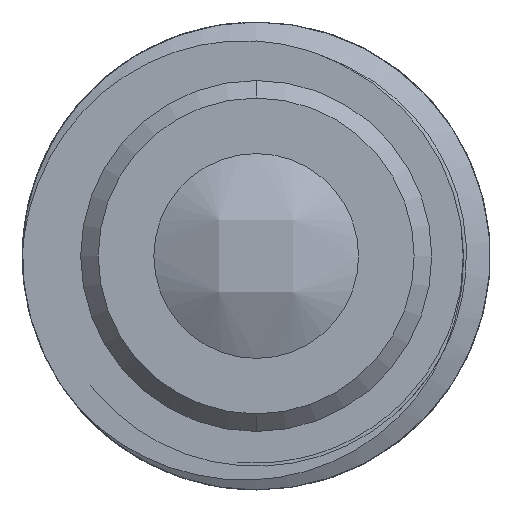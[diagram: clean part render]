
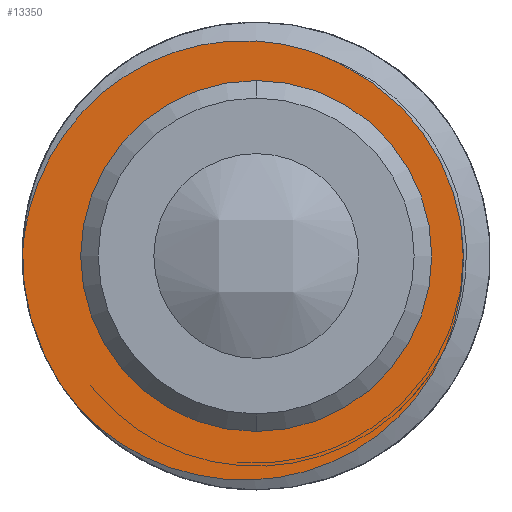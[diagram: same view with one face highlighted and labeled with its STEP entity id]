
A CAD part, left-side view. The second image highlights one B-rep face of the part: STEP entity #13350.
In plain terms, the highlighted planar face has unit normal (-1, 0, 0).
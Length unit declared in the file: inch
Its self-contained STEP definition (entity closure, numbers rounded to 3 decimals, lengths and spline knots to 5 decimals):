
#144 = CARTESIAN_POINT ( 'NONE',  ( 0.41339, 0.00881, -0.15126 ) ) ;
#257 = B_SPLINE_CURVE_WITH_KNOTS ( 'NONE', 3,
 ( #3872, #1135, #11327, #11265, #18437, #11386, #9721, #6906, #15677, #2489, #6969, #18565, #11196, #17082, #5295, #17141, #885, #9850, #12775, #12716 ),
 .UNSPECIFIED., .F., .F.,
 ( 4, 2, 2, 2, 2, 2, 2, 2, 2, 4 ),
 ( 0., 0.00093, 0.00187, 0.0028, 0.00327, 0.00373, 0.00467, 0.0056, 0.00653, 0.00747 ),
 .UNSPECIFIED. ) ;
#265 = CARTESIAN_POINT ( 'NONE',  ( 0.41339, -0.0277, -0.14661 ) ) ;
#391 = CARTESIAN_POINT ( 'NONE',  ( 0.41339, 0.10052, -0.12026 ) ) ;
#492 = DIRECTION ( 'NONE',  ( 0., 0., -1. ) ) ;
#630 = ORIENTED_EDGE ( 'NONE', *, *, #4287, .F. ) ;
#638 = CARTESIAN_POINT ( 'NONE',  ( 0.4134, -0.05419, 0.13074 ) ) ;
#762 = CARTESIAN_POINT ( 'NONE',  ( 0.41339, -0.13078, -0.05339 ) ) ;
#828 = CARTESIAN_POINT ( 'NONE',  ( 0.41339, 0., 0.11811 ) ) ;
#885 = CARTESIAN_POINT ( 'NONE',  ( 0.41339, 0.14794, 0.0477 ) ) ;
#892 = ORIENTED_EDGE ( 'NONE', *, *, #7315, .F. ) ;
#1135 = CARTESIAN_POINT ( 'NONE',  ( 0.41339, -0.04305, 0.13612 ) ) ;
#1934 = B_SPLINE_CURVE_WITH_KNOTS ( 'NONE', 3,
 ( #9031, #8905, #3315, #3124, #16208, #4734, #13361, #8968, #14932, #265, #17871, #14865, #144, #10378, #7631, #9161, #6139, #391, #7443, #10630 ),
 .UNSPECIFIED., .F., .F.,
 ( 4, 2, 2, 2, 2, 2, 2, 2, 2, 4 ),
 ( 0., 0.00094, 0.00187, 0.00281, 0.00327, 0.00374, 0.00468, 0.00561, 0.00655, 0.00748 ),
 .UNSPECIFIED. ) ;
#2045 = CARTESIAN_POINT ( 'NONE',  ( 0.41339, -0.13797, -0.02591 ) ) ;
#2304 = CARTESIAN_POINT ( 'NONE',  ( 0.41339, -0.11269, 0.08272 ) ) ;
#2411 = CARTESIAN_POINT ( 'NONE',  ( 0.41339, 0.15748, 0. ) ) ;
#2489 = CARTESIAN_POINT ( 'NONE',  ( 0.41339, 0.07592, 0.12844 ) ) ;
#2728 = CARTESIAN_POINT ( 'NONE',  ( 0.41339, 0., -0.11811 ) ) ;
#3124 = CARTESIAN_POINT ( 'NONE',  ( 0.41339, -0.10097, -0.10381 ) ) ;
#3315 = CARTESIAN_POINT ( 'NONE',  ( 0.41339, -0.1161, -0.08427 ) ) ;
#3480 = DIRECTION ( 'NONE',  ( 1., 0., 0. ) ) ;
#3560 = CARTESIAN_POINT ( 'NONE',  ( 0.41339, -0.09381, 0.10418 ) ) ;
#3622 = CARTESIAN_POINT ( 'NONE',  ( 0.41339, -0.13925, 0.01219 ) ) ;
#3872 = CARTESIAN_POINT ( 'NONE',  ( 0.4134, -0.05419, 0.13074 ) ) ;
#4054 = AXIS2_PLACEMENT_3D ( 'NONE', #11251, #8558, #14332 ) ;
#4287 = EDGE_CURVE ( 'NONE', #10920, #10169, #7832, .T. ) ;
#4351 = CARTESIAN_POINT ( 'NONE',  ( 0.4134, -0.05419, 0.13074 ) ) ;
#4449 = PLANE ( 'NONE',  #17137 ) ;
#4734 = CARTESIAN_POINT ( 'NONE',  ( 0.41339, -0.07285, -0.12747 ) ) ;
#5110 = CARTESIAN_POINT ( 'NONE',  ( 0.41339, -0.13923, -0.0164 ) ) ;
#5295 = CARTESIAN_POINT ( 'NONE',  ( 0.41339, 0.13077, 0.0803 ) ) ;
#5298 = CARTESIAN_POINT ( 'NONE',  ( 0.41339, -0.12708, -0.06223 ) ) ;
#5680 = EDGE_CURVE ( 'NONE', #7640, #18448, #12896, .T. ) ;
#5933 = CARTESIAN_POINT ( 'NONE',  ( 0.41339, 0.15748, 0. ) ) ;
#6032 = ORIENTED_EDGE ( 'NONE', *, *, #7655, .F. ) ;
#6139 = CARTESIAN_POINT ( 'NONE',  ( 0.41339, 0.07992, -0.13335 ) ) ;
#6891 = CARTESIAN_POINT ( 'NONE',  ( 0.41339, 0.11858, -0.10363 ) ) ;
#6906 = CARTESIAN_POINT ( 'NONE',  ( 0.41339, 0.05912, 0.13586 ) ) ;
#6969 = CARTESIAN_POINT ( 'NONE',  ( 0.41339, 0.08137, 0.12546 ) ) ;
#7111 = AXIS2_PLACEMENT_3D ( 'NONE', #18253, #9666, #14050 ) ;
#7315 = EDGE_CURVE ( 'NONE', #10169, #13960, #1934, .T. ) ;
#7443 = CARTESIAN_POINT ( 'NONE',  ( 0.41339, 0.10997, -0.11253 ) ) ;
#7600 = EDGE_LOOP ( 'NONE', ( #6032, #892, #630, #14532 ) ) ;
#7631 = CARTESIAN_POINT ( 'NONE',  ( 0.41339, 0.04546, -0.14659 ) ) ;
#7640 = VERTEX_POINT ( 'NONE', #828 ) ;
#7655 = EDGE_CURVE ( 'NONE', #13960, #15254, #10835, .T. ) ;
#7832 = B_SPLINE_CURVE_WITH_KNOTS ( 'NONE', 3,
 ( #638, #18248, #10877, #16830, #3560, #13803, #2304, #9532, #18378, #16702, #12408, #3622, #10808, #5110, #2045, #13859, #762, #5298 ),
 .UNSPECIFIED., .F., .F.,
 ( 4, 2, 2, 2, 2, 2, 2, 2, 4 ),
 ( 0., 0.00073, 0.00146, 0.00219, 0.00293, 0.00366, 0.00439, 0.00512, 0.00585 ),
 .UNSPECIFIED. ) ;
#7970 = CARTESIAN_POINT ( 'NONE',  ( 0.41339, -0.12708, -0.06223 ) ) ;
#8558 = DIRECTION ( 'NONE',  ( -1., 0., 0. ) ) ;
#8905 = CARTESIAN_POINT ( 'NONE',  ( 0.41339, -0.12229, -0.07367 ) ) ;
#8968 = CARTESIAN_POINT ( 'NONE',  ( 0.41339, -0.04525, -0.1411 ) ) ;
#9031 = CARTESIAN_POINT ( 'NONE',  ( 0.41339, -0.12708, -0.06223 ) ) ;
#9161 = CARTESIAN_POINT ( 'NONE',  ( 0.41339, 0.06864, -0.13875 ) ) ;
#9187 = FACE_BOUND ( 'NONE', #9575, .T. ) ;
#9532 = CARTESIAN_POINT ( 'NONE',  ( 0.41339, -0.12276, 0.06655 ) ) ;
#9575 = EDGE_LOOP ( 'NONE', ( #17623, #9742 ) ) ;
#9666 = DIRECTION ( 'NONE',  ( 1., 0., 0. ) ) ;
#9721 = CARTESIAN_POINT ( 'NONE',  ( 0.41339, 0.04172, 0.14149 ) ) ;
#9742 = ORIENTED_EDGE ( 'NONE', *, *, #5680, .F. ) ;
#9850 = CARTESIAN_POINT ( 'NONE',  ( 0.41339, 0.15482, 0.02435 ) ) ;
#10169 = VERTEX_POINT ( 'NONE', #7970 ) ;
#10378 = CARTESIAN_POINT ( 'NONE',  ( 0.41339, 0.03339, -0.14913 ) ) ;
#10399 = DIRECTION ( 'NONE',  ( 0., 0., -1. ) ) ;
#10630 = CARTESIAN_POINT ( 'NONE',  ( 0.41339, 0.11858, -0.10363 ) ) ;
#10808 = CARTESIAN_POINT ( 'NONE',  ( 0.41339, -0.13986, 0.00272 ) ) ;
#10835 = CIRCLE ( 'NONE', #7111, 0.15748 ) ;
#10877 = CARTESIAN_POINT ( 'NONE',  ( 0.41339, -0.07114, 0.12165 ) ) ;
#10920 = VERTEX_POINT ( 'NONE', #4351 ) ;
#11196 = CARTESIAN_POINT ( 'NONE',  ( 0.41339, 0.10635, 0.10793 ) ) ;
#11251 = CARTESIAN_POINT ( 'NONE',  ( 0.41339, 0., 0. ) ) ;
#11265 = CARTESIAN_POINT ( 'NONE',  ( 0.41339, -0.00719, 0.14467 ) ) ;
#11327 = CARTESIAN_POINT ( 'NONE',  ( 0.41339, -0.03142, 0.13998 ) ) ;
#11386 = CARTESIAN_POINT ( 'NONE',  ( 0.41339, 0.02946, 0.14383 ) ) ;
#11493 = FACE_OUTER_BOUND ( 'NONE', #7600, .T. ) ;
#12408 = CARTESIAN_POINT ( 'NONE',  ( 0.41339, -0.13617, 0.03092 ) ) ;
#12716 = CARTESIAN_POINT ( 'NONE',  ( 0.41339, 0.15748, 0. ) ) ;
#12775 = CARTESIAN_POINT ( 'NONE',  ( 0.41339, 0.15688, 0.01234 ) ) ;
#12896 = CIRCLE ( 'NONE', #18332, 0.11811 ) ;
#13126 = DIRECTION ( 'NONE',  ( -1., 0., 0. ) ) ;
#13350 = ADVANCED_FACE ( 'NONE', ( #9187, #11493 ), #4449, .F. ) ;
#13361 = CARTESIAN_POINT ( 'NONE',  ( 0.41339, -0.06208, -0.13383 ) ) ;
#13768 = EDGE_CURVE ( 'NONE', #18448, #7640, #18280, .T. ) ;
#13803 = CARTESIAN_POINT ( 'NONE',  ( 0.41339, -0.10679, 0.09037 ) ) ;
#13859 = CARTESIAN_POINT ( 'NONE',  ( 0.41339, -0.13376, -0.04436 ) ) ;
#13960 = VERTEX_POINT ( 'NONE', #6891 ) ;
#14050 = DIRECTION ( 'NONE',  ( 0., 0., -1. ) ) ;
#14332 = DIRECTION ( 'NONE',  ( 0., 0., -1. ) ) ;
#14532 = ORIENTED_EDGE ( 'NONE', *, *, #17992, .T. ) ;
#14865 = CARTESIAN_POINT ( 'NONE',  ( 0.41339, -0.00341, -0.15086 ) ) ;
#14932 = CARTESIAN_POINT ( 'NONE',  ( 0.41339, -0.03949, -0.14318 ) ) ;
#15254 = VERTEX_POINT ( 'NONE', #2411 ) ;
#15677 = CARTESIAN_POINT ( 'NONE',  ( 0.41339, 0.0648, 0.13362 ) ) ;
#16208 = CARTESIAN_POINT ( 'NONE',  ( 0.41339, -0.09222, -0.11248 ) ) ;
#16702 = CARTESIAN_POINT ( 'NONE',  ( 0.41339, -0.13367, 0.04027 ) ) ;
#16830 = CARTESIAN_POINT ( 'NONE',  ( 0.41339, -0.08667, 0.11043 ) ) ;
#17082 = CARTESIAN_POINT ( 'NONE',  ( 0.41339, 0.12339, 0.09014 ) ) ;
#17137 = AXIS2_PLACEMENT_3D ( 'NONE', #5933, #3480, #492 ) ;
#17141 = CARTESIAN_POINT ( 'NONE',  ( 0.41339, 0.14301, 0.05917 ) ) ;
#17579 = CARTESIAN_POINT ( 'NONE',  ( 0.41339, 0., 0. ) ) ;
#17623 = ORIENTED_EDGE ( 'NONE', *, *, #13768, .F. ) ;
#17871 = CARTESIAN_POINT ( 'NONE',  ( 0.41339, -0.02162, -0.14797 ) ) ;
#17992 = EDGE_CURVE ( 'NONE', #10920, #15254, #257, .T. ) ;
#18248 = CARTESIAN_POINT ( 'NONE',  ( 0.41339, -0.06282, 0.12652 ) ) ;
#18253 = CARTESIAN_POINT ( 'NONE',  ( 0.41339, 0., 0. ) ) ;
#18280 = CIRCLE ( 'NONE', #4054, 0.11811 ) ;
#18332 = AXIS2_PLACEMENT_3D ( 'NONE', #17579, #13126, #10399 ) ;
#18378 = CARTESIAN_POINT ( 'NONE',  ( 0.41339, -0.12696, 0.05806 ) ) ;
#18437 = CARTESIAN_POINT ( 'NONE',  ( 0.41339, 0.00507, 0.14538 ) ) ;
#18448 = VERTEX_POINT ( 'NONE', #2728 ) ;
#18565 = CARTESIAN_POINT ( 'NONE',  ( 0.41339, 0.09693, 0.11566 ) ) ;
